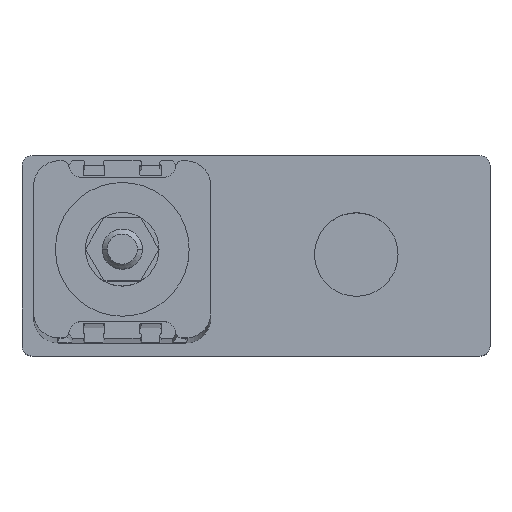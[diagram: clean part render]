
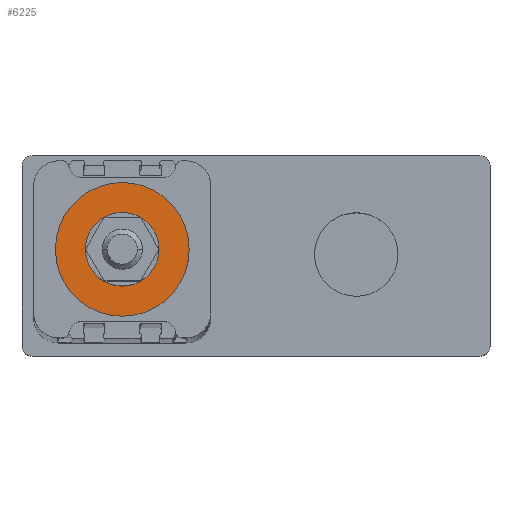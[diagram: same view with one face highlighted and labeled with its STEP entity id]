
A CAD part, top view. The second image highlights one B-rep face of the part: STEP entity #6225.
In plain terms, the highlighted planar face has unit normal (0, 0, 1).
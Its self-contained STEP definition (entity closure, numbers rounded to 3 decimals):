
#82 = ORIENTED_EDGE ( 'NONE', *, *, #774, .F. ) ;
#103 = DIRECTION ( 'NONE',  ( 1., 0., 0. ) ) ;
#111 = VERTEX_POINT ( 'NONE', #1831 ) ;
#438 = FACE_BOUND ( 'NONE', #4666, .T. ) ;
#439 = EDGE_CURVE ( 'NONE', #2482, #3009, #5640, .T. ) ;
#605 = PLANE ( 'NONE',  #1943 ) ;
#667 = DIRECTION ( 'NONE',  ( 1., 0., 0. ) ) ;
#774 = EDGE_CURVE ( 'NONE', #111, #1508, #6119, .T. ) ;
#816 = DIRECTION ( 'NONE',  ( 0., 0., 1. ) ) ;
#1288 = CARTESIAN_POINT ( 'NONE',  ( 20., 0., 860. ) ) ;
#1508 = VERTEX_POINT ( 'NONE', #5822 ) ;
#1807 = CARTESIAN_POINT ( 'NONE',  ( 0., 0., 860. ) ) ;
#1831 = CARTESIAN_POINT ( 'NONE',  ( -11., 0., 860. ) ) ;
#1943 = AXIS2_PLACEMENT_3D ( 'NONE', #2162, #3212, #103 ) ;
#2097 = CARTESIAN_POINT ( 'NONE',  ( -20., 0., 860. ) ) ;
#2162 = CARTESIAN_POINT ( 'NONE',  ( 0., 0., 860. ) ) ;
#2307 = DIRECTION ( 'NONE',  ( 0., 0., 1. ) ) ;
#2330 = DIRECTION ( 'NONE',  ( 1., 0., 0. ) ) ;
#2482 = VERTEX_POINT ( 'NONE', #1288 ) ;
#2621 = AXIS2_PLACEMENT_3D ( 'NONE', #1807, #5434, #2330 ) ;
#3009 = VERTEX_POINT ( 'NONE', #2097 ) ;
#3212 = DIRECTION ( 'NONE',  ( 0., 0., 1. ) ) ;
#3757 = EDGE_CURVE ( 'NONE', #1508, #111, #6134, .T. ) ;
#3784 = ORIENTED_EDGE ( 'NONE', *, *, #439, .T. ) ;
#3810 = DIRECTION ( 'NONE',  ( 0., 0., 1. ) ) ;
#3848 = CIRCLE ( 'NONE', #2621, 20. ) ;
#3913 = CARTESIAN_POINT ( 'NONE',  ( 0., 0., 860. ) ) ;
#4155 = EDGE_CURVE ( 'NONE', #3009, #2482, #3848, .T. ) ;
#4209 = AXIS2_PLACEMENT_3D ( 'NONE', #5413, #2307, #6462 ) ;
#4325 = ORIENTED_EDGE ( 'NONE', *, *, #4155, .T. ) ;
#4384 = FACE_OUTER_BOUND ( 'NONE', #4565, .T. ) ;
#4432 = DIRECTION ( 'NONE',  ( 1., 0., 0. ) ) ;
#4565 = EDGE_LOOP ( 'NONE', ( #4325, #3784 ) ) ;
#4666 = EDGE_LOOP ( 'NONE', ( #82, #6689 ) ) ;
#4964 = AXIS2_PLACEMENT_3D ( 'NONE', #3913, #816, #4432 ) ;
#5413 = CARTESIAN_POINT ( 'NONE',  ( 0., 0., 860. ) ) ;
#5434 = DIRECTION ( 'NONE',  ( 0., 0., 1. ) ) ;
#5640 = CIRCLE ( 'NONE', #4209, 20. ) ;
#5822 = CARTESIAN_POINT ( 'NONE',  ( 11., 0., 860. ) ) ;
#6119 = CIRCLE ( 'NONE', #6540, 11. ) ;
#6134 = CIRCLE ( 'NONE', #4964, 11. ) ;
#6225 = ADVANCED_FACE ( 'NONE', ( #438, #4384 ), #605, .T. ) ;
#6462 = DIRECTION ( 'NONE',  ( 1., 0., 0. ) ) ;
#6540 = AXIS2_PLACEMENT_3D ( 'NONE', #6734, #3810, #667 ) ;
#6689 = ORIENTED_EDGE ( 'NONE', *, *, #3757, .F. ) ;
#6734 = CARTESIAN_POINT ( 'NONE',  ( 0., 0., 860. ) ) ;
